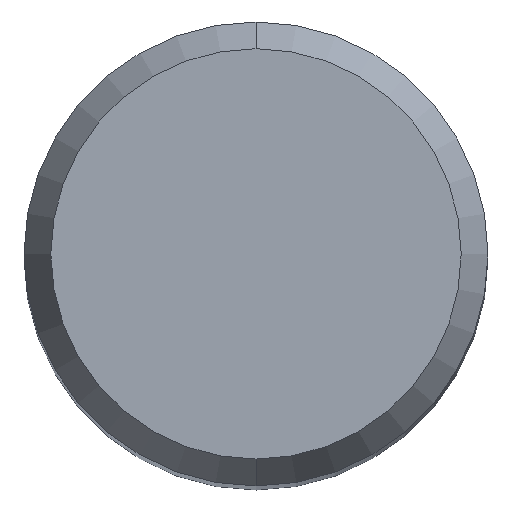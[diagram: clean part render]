
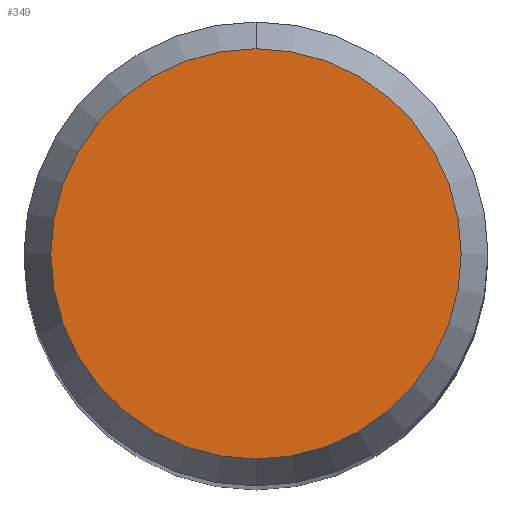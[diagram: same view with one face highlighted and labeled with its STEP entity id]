
A CAD part, top view. The second image highlights one B-rep face of the part: STEP entity #349.
In plain terms, the highlighted planar face has unit normal (0, 0, 1).
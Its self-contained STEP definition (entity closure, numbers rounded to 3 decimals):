
#229=EDGE_CURVE('',#283,#249,#526,.T.);
#249=VERTEX_POINT('',#551);
#283=VERTEX_POINT('',#589);
#297=EDGE_CURVE('',#249,#283,#604,.T.);
#349=ADVANCED_FACE('',(#661),#662,.T.);
#526=CIRCLE('',#925,3.538);
#551=CARTESIAN_POINT('',(0.0,3.538,0.0));
#589=CARTESIAN_POINT('',(0.,-3.538,0.0));
#604=CIRCLE('',#1052,3.538);
#661=FACE_OUTER_BOUND('',#1146,.T.);
#662=PLANE('',#1147);
#925=AXIS2_PLACEMENT_3D('',#1456,#1457,#1458);
#1052=AXIS2_PLACEMENT_3D('',#1565,#1566,#1567);
#1146=EDGE_LOOP('',(#1639,#1640));
#1147=AXIS2_PLACEMENT_3D('',#1641,#1642,#1643);
#1456=CARTESIAN_POINT('',(0.0,0.0,0.0));
#1457=DIRECTION('',(0.0,0.0,-1.0));
#1458=DIRECTION('',(0.0,1.0,0.0));
#1565=CARTESIAN_POINT('',(0.0,0.0,0.0));
#1566=DIRECTION('',(0.0,0.0,-1.0));
#1567=DIRECTION('',(0.0,1.0,0.0));
#1639=ORIENTED_EDGE('',*,*,#297,.F.);
#1640=ORIENTED_EDGE('',*,*,#229,.F.);
#1641=CARTESIAN_POINT('',(0.0,1.769,0.0));
#1642=DIRECTION('',(-0.0,0.0,1.0));
#1643=DIRECTION('',(0.0,-1.0,0.0));
